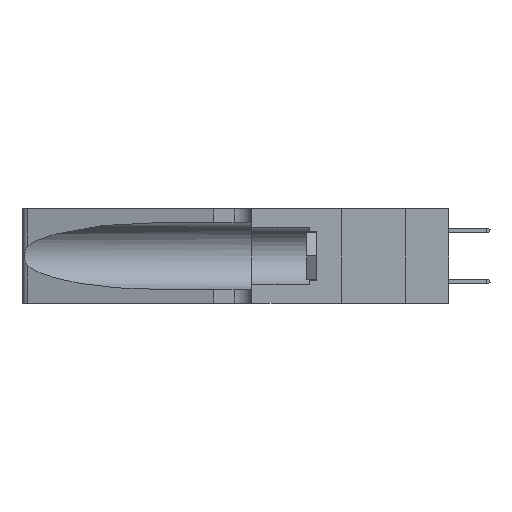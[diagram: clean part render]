
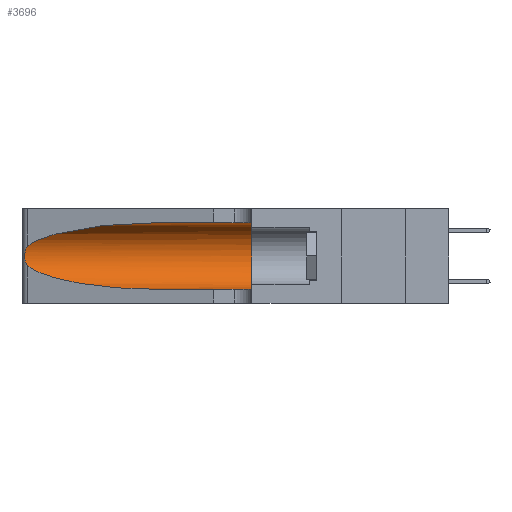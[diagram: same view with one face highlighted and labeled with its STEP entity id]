
A CAD part, left-side view. The second image highlights one B-rep face of the part: STEP entity #3696.
In plain terms, the highlighted cylindrical face has radius 3.308 mm (diameter 6.617 mm), a partial arc.
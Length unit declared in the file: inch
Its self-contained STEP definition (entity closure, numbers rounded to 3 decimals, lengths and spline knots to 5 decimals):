
#1344 = CARTESIAN_POINT ( 'NONE',  ( 0.1305, 0.35, 0.05475 ) ) ;
#1467 = CARTESIAN_POINT ( 'NONE',  ( 0.25854, 1.2359, 0.20912 ) ) ;
#1555 = CARTESIAN_POINT ( 'NONE',  ( 0.2373, 1.15595, 0.08982 ) ) ;
#1780 = ORIENTED_EDGE ( 'NONE', *, *, #38877, .F. ) ;
#2261 = ORIENTED_EDGE ( 'NONE', *, *, #6334, .T. ) ;
#2356 = VECTOR ( 'NONE', #9751, 39.37008 ) ;
#3696 = ADVANCED_FACE ( 'NONE', ( #10873 ), #34462, .F. ) ;
#3857 = AXIS2_PLACEMENT_3D ( 'NONE', #8031, #35361, #19006 ) ;
#3924 = DIRECTION ( 'NONE',  ( 0., 0., 1. ) ) ;
#3944 =( BOUNDED_CURVE ( )  B_SPLINE_CURVE ( 3, ( #35346, #1555, #20225, #26441 ),
 .UNSPECIFIED., .F., .F. ) 
 B_SPLINE_CURVE_WITH_KNOTS ( ( 4, 4 ),
 ( 3.44316, 4.71239 ),
 .UNSPECIFIED. ) 
 CURVE ( )  GEOMETRIC_REPRESENTATION_ITEM ( )  RATIONAL_B_SPLINE_CURVE ( ( 1., 0.87, 0.87, 1. ) ) 
 REPRESENTATION_ITEM ( '' )  );
#4302 = EDGE_LOOP ( 'NONE', ( #25424, #28207, #2261, #25224, #1780, #19605 ) ) ;
#4590 = CARTESIAN_POINT ( 'NONE',  ( 0.26017, 1.23833, 0.17102 ) ) ;
#4970 = CARTESIAN_POINT ( 'NONE',  ( 0.25789, 1.23486, 0.15765 ) ) ;
#5122 = CARTESIAN_POINT ( 'NONE',  ( 0.25487, 1.22718, 0.22369 ) ) ;
#6334 = EDGE_CURVE ( 'NONE', #16793, #34978, #3944, .T. ) ;
#6926 =( BOUNDED_CURVE ( )  B_SPLINE_CURVE ( 3, ( #37857, #9289, #13464, #31769 ),
 .UNSPECIFIED., .F., .T. ) 
 B_SPLINE_CURVE_WITH_KNOTS ( ( 4, 4 ),
 ( 1.5708, 2.84003 ),
 .UNSPECIFIED. ) 
 CURVE ( )  GEOMETRIC_REPRESENTATION_ITEM ( )  RATIONAL_B_SPLINE_CURVE ( ( 1., 0.87, 0.87, 1. ) ) 
 REPRESENTATION_ITEM ( '' )  );
#7659 = DIRECTION ( 'NONE',  ( 0., -1., 0. ) ) ;
#7917 = CARTESIAN_POINT ( 'NONE',  ( 0.25487, 1.22718, 0.22369 ) ) ;
#8031 = CARTESIAN_POINT ( 'NONE',  ( 0.1305, 1.61858, 0.185 ) ) ;
#9189 = EDGE_CURVE ( 'NONE', #22380, #29924, #6926, .T. ) ;
#9289 = CARTESIAN_POINT ( 'NONE',  ( 0.18966, 0.96281, 0.31525 ) ) ;
#9460 = VECTOR ( 'NONE', #7659, 39.37008 ) ;
#9751 = DIRECTION ( 'NONE',  ( 0., -1., 0. ) ) ;
#10469 = LINE ( 'NONE', #21249, #2356 ) ;
#10873 = FACE_OUTER_BOUND ( 'NONE', #4302, .T. ) ;
#10949 = CARTESIAN_POINT ( 'NONE',  ( 0.1305, 0.35, 0.31525 ) ) ;
#11007 = CIRCLE ( 'NONE', #14784, 0.13025 ) ;
#11127 = CARTESIAN_POINT ( 'NONE',  ( 0.25639, 1.23184, 0.21858 ) ) ;
#13464 = CARTESIAN_POINT ( 'NONE',  ( 0.2373, 1.15595, 0.28018 ) ) ;
#14210 = CARTESIAN_POINT ( 'NONE',  ( 0.25555, 1.22994, 0.2215 ) ) ;
#14784 = AXIS2_PLACEMENT_3D ( 'NONE', #31757, #28793, #3924 ) ;
#15246 = B_SPLINE_CURVE_WITH_KNOTS ( 'NONE', 3,
 ( #5122, #14210, #11127, #20144, #1467, #32695, #23014, #38630, #4590, #32567, #4970, #26075, #35531, #16900 ),
 .UNSPECIFIED., .F., .F.,
 ( 4, 2, 2, 2, 2, 2, 4 ),
 ( 0., 0.00027, 0.00053, 0.00107, 0.0016, 0.00187, 0.00214 ),
 .UNSPECIFIED. ) ;
#16793 = VERTEX_POINT ( 'NONE', #18384 ) ;
#16900 = CARTESIAN_POINT ( 'NONE',  ( 0.25487, 1.22718, 0.14631 ) ) ;
#18384 = CARTESIAN_POINT ( 'NONE',  ( 0.25487, 1.22718, 0.14631 ) ) ;
#19006 = DIRECTION ( 'NONE',  ( 0., 0., -1. ) ) ;
#19605 = ORIENTED_EDGE ( 'NONE', *, *, #33624, .F. ) ;
#19632 = CARTESIAN_POINT ( 'NONE',  ( 0.1305, 0.72297, 0.31525 ) ) ;
#20144 = CARTESIAN_POINT ( 'NONE',  ( 0.25787, 1.23484, 0.2124 ) ) ;
#20225 = CARTESIAN_POINT ( 'NONE',  ( 0.18966, 0.96281, 0.05475 ) ) ;
#21249 = CARTESIAN_POINT ( 'NONE',  ( 0.1305, 1.61858, 0.31525 ) ) ;
#22380 = VERTEX_POINT ( 'NONE', #19632 ) ;
#23014 = CARTESIAN_POINT ( 'NONE',  ( 0.26075, 1.23896, 0.19203 ) ) ;
#23839 = VERTEX_POINT ( 'NONE', #10949 ) ;
#25148 = CARTESIAN_POINT ( 'NONE',  ( 0.1305, 0.72297, 0.05475 ) ) ;
#25224 = ORIENTED_EDGE ( 'NONE', *, *, #39623, .T. ) ;
#25424 = ORIENTED_EDGE ( 'NONE', *, *, #9189, .T. ) ;
#26075 = CARTESIAN_POINT ( 'NONE',  ( 0.25639, 1.23186, 0.15144 ) ) ;
#26441 = CARTESIAN_POINT ( 'NONE',  ( 0.1305, 0.72297, 0.05475 ) ) ;
#26827 = LINE ( 'NONE', #32124, #9460 ) ;
#27408 = VERTEX_POINT ( 'NONE', #1344 ) ;
#28207 = ORIENTED_EDGE ( 'NONE', *, *, #35239, .T. ) ;
#28793 = DIRECTION ( 'NONE',  ( 0., 1., 0. ) ) ;
#29924 = VERTEX_POINT ( 'NONE', #7917 ) ;
#31757 = CARTESIAN_POINT ( 'NONE',  ( 0.1305, 0.35, 0.185 ) ) ;
#31769 = CARTESIAN_POINT ( 'NONE',  ( 0.25487, 1.22718, 0.22369 ) ) ;
#32124 = CARTESIAN_POINT ( 'NONE',  ( 0.1305, 1.61858, 0.05475 ) ) ;
#32567 = CARTESIAN_POINT ( 'NONE',  ( 0.25856, 1.23593, 0.16098 ) ) ;
#32695 = CARTESIAN_POINT ( 'NONE',  ( 0.26018, 1.23835, 0.19895 ) ) ;
#33624 = EDGE_CURVE ( 'NONE', #22380, #23839, #10469, .T. ) ;
#34462 = CYLINDRICAL_SURFACE ( 'NONE', #3857, 0.13025 ) ;
#34978 = VERTEX_POINT ( 'NONE', #25148 ) ;
#35239 = EDGE_CURVE ( 'NONE', #29924, #16793, #15246, .T. ) ;
#35346 = CARTESIAN_POINT ( 'NONE',  ( 0.25487, 1.22718, 0.14631 ) ) ;
#35361 = DIRECTION ( 'NONE',  ( 0., -1., 0. ) ) ;
#35531 = CARTESIAN_POINT ( 'NONE',  ( 0.25555, 1.22993, 0.14849 ) ) ;
#37857 = CARTESIAN_POINT ( 'NONE',  ( 0.1305, 0.72297, 0.31525 ) ) ;
#38630 = CARTESIAN_POINT ( 'NONE',  ( 0.26075, 1.23896, 0.178 ) ) ;
#38877 = EDGE_CURVE ( 'NONE', #23839, #27408, #11007, .T. ) ;
#39623 = EDGE_CURVE ( 'NONE', #34978, #27408, #26827, .T. ) ;
